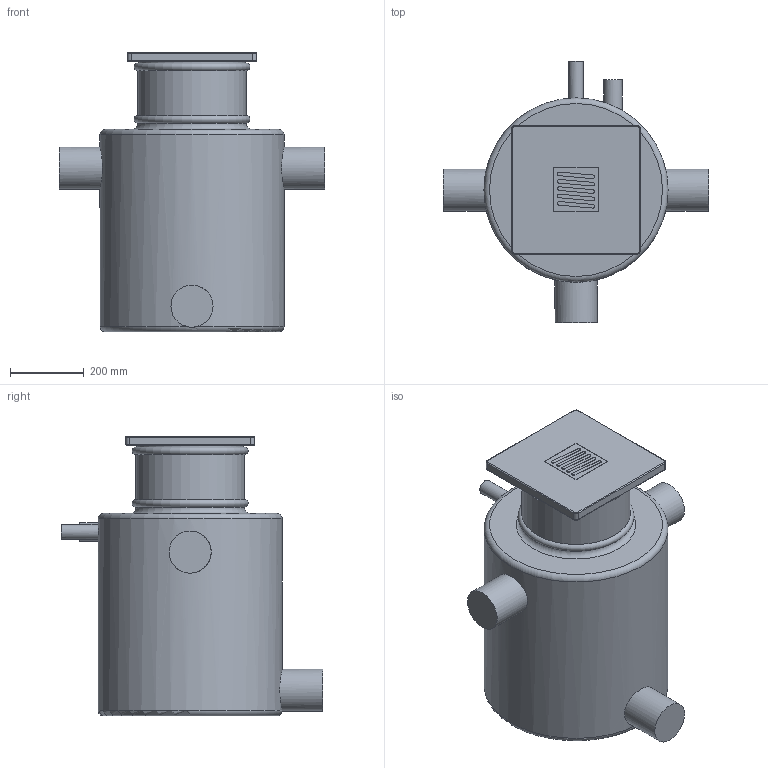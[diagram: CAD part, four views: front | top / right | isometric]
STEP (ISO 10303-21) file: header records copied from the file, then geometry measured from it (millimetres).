
FILE_DESCRIPTION(/* description */ (''),/* implementation_level */ '2;1');
FILE_NAME(/* name */ '3d_DrainLiftBox32_11-2521821.stp',/* time_stamp */ '2017-09-20T13:34:54+02:00',/* author */ ('Andrzej'),/* organization */ (''),/* preprocessor_version */ 'ST-DEVELOPER v16.13',/* originating_system */ 'AutoCAD Mechanical',/* authorisation */ '');
FILE_SCHEMA (('AUTOMOTIVE_DESIGN { 1 0 10303 214 3 1 1 }'));
Length unit declared in the file: millimetre
Products named in the file (1): Product
Bounding box: 720 x 710 x 760 mm (x, y, z)
Volume: 137401682.2 mm3; surface area: 1985116.6 mm2
Topology: 2 solids, 2 shells, 99 faces, 233 edges, 149 vertices
Faces by surface type: plane 45, cylinder 41, torus 13
Full cylindrical faces by diameter (mm): 40 x1, 50 x1, 114.3 x3, 289 x1, 295 x2, 500 x1
Entity records: 3352 total; most frequent: CARTESIAN_POINT 1081, DIRECTION 494, ORIENTED_EDGE 422, EDGE_CURVE 211, AXIS2_PLACEMENT_3D 189, VERTEX_POINT 142, EDGE_LOOP 125, LINE 116
